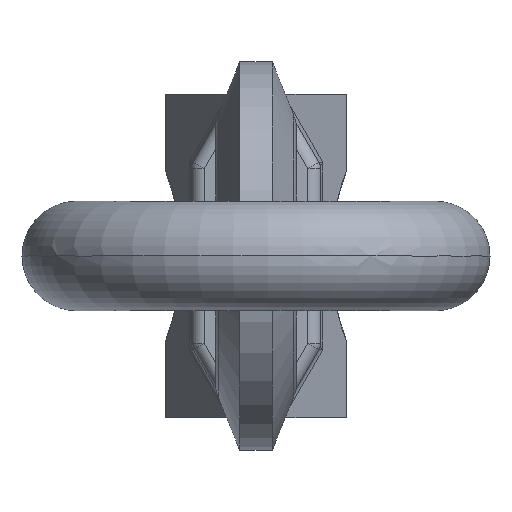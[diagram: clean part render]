
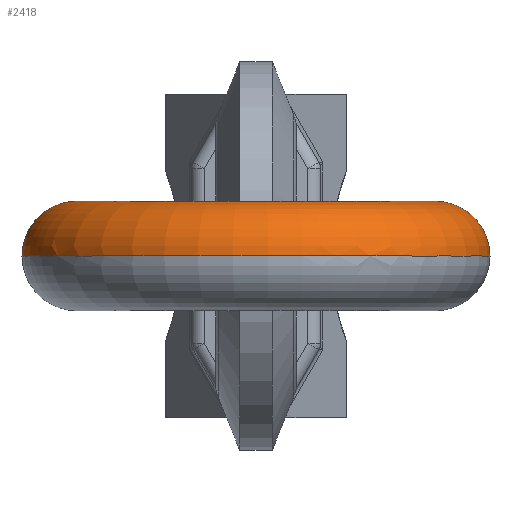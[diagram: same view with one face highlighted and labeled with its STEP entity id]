
A CAD part, left-side view. The second image highlights one B-rep face of the part: STEP entity #2418.
In plain terms, the highlighted toroidal (fillet/blend) face has major radius 36 mm and minor radius 11 mm.
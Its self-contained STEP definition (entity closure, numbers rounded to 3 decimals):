
#14=CARTESIAN_POINT('',(50.,36.,0.));
#15=DIRECTION('',(-1.,0.,0.));
#16=DIRECTION('',(0.,-1.,0.));
#17=AXIS2_PLACEMENT_3D('',#14,#15,#16);
#571=CARTESIAN_POINT('',(50.,-36.,0.));
#572=DIRECTION('',(-1.,0.,0.));
#573=DIRECTION('',(0.,-1.,0.));
#574=AXIS2_PLACEMENT_3D('',#571,#572,#573);
#584=CARTESIAN_POINT('',(50.,25.,0.));
#585=CARTESIAN_POINT('',(48.46,25.,0.));
#586=CARTESIAN_POINT('',(45.38,24.715,
0.));
#587=CARTESIAN_POINT('',(40.917,23.445,
0.));
#588=CARTESIAN_POINT('',(36.764,21.377,
0.));
#589=CARTESIAN_POINT('',(33.061,18.581,
0.));
#590=CARTESIAN_POINT('',(29.936,15.152,
0.));
#591=CARTESIAN_POINT('',(27.493,11.207,
0.));
#592=CARTESIAN_POINT('',(25.817,6.881,
0.));
#593=CARTESIAN_POINT('',(24.965,2.32,
0.));
#594=CARTESIAN_POINT('',(24.965,-2.32,
0.));
#595=CARTESIAN_POINT('',(25.817,-6.881,
0.));
#596=CARTESIAN_POINT('',(27.493,-11.207,
0.));
#597=CARTESIAN_POINT('',(29.936,-15.152,
0.));
#598=CARTESIAN_POINT('',(33.061,-18.581,
0.));
#599=CARTESIAN_POINT('',(36.764,-21.377,
0.));
#600=CARTESIAN_POINT('',(40.917,-23.445,
0.));
#601=CARTESIAN_POINT('',(45.38,-24.715,
0.));
#602=CARTESIAN_POINT('',(48.46,-25.,0.));
#603=CARTESIAN_POINT('',(50.,-25.,0.));
#605=CARTESIAN_POINT('',(50.,-47.,0.));
#606=CARTESIAN_POINT('',(47.539,-47.,0.));
#607=CARTESIAN_POINT('',(42.617,-46.613,
0.));
#608=CARTESIAN_POINT('',(35.416,-44.884,
0.));
#609=CARTESIAN_POINT('',(28.575,-42.05,
0.));
#610=CARTESIAN_POINT('',(22.26,-38.18,
0.));
#611=CARTESIAN_POINT('',(16.629,-33.371,0.));
#612=CARTESIAN_POINT('',(11.82,-27.74,0.));
#613=CARTESIAN_POINT('',(7.95,-21.425,0.));
#614=CARTESIAN_POINT('',(5.116,-14.584,0.));
#615=CARTESIAN_POINT('',(3.387,-7.383,0.));
#616=CARTESIAN_POINT('',(2.806,0.,0.));
#617=CARTESIAN_POINT('',(3.387,7.383,0.));
#618=CARTESIAN_POINT('',(5.116,14.584,0.));
#619=CARTESIAN_POINT('',(7.95,21.425,0.));
#620=CARTESIAN_POINT('',(11.82,27.74,0.));
#621=CARTESIAN_POINT('',(16.629,33.371,0.));
#622=CARTESIAN_POINT('',(22.26,38.18,
0.));
#623=CARTESIAN_POINT('',(28.575,42.05,0.));
#624=CARTESIAN_POINT('',(35.416,44.884,
0.));
#625=CARTESIAN_POINT('',(42.617,46.613,0.));
#626=CARTESIAN_POINT('',(47.539,47.,0.));
#627=CARTESIAN_POINT('',(50.,47.,0.));
#1853=CARTESIAN_POINT('',(50.,-25.,0.));
#1854=VERTEX_POINT('',#1853);
#1855=CARTESIAN_POINT('',(50.,-47.,0.));
#1856=VERTEX_POINT('',#1855);
#1857=VERTEX_POINT('',#584);
#1858=VERTEX_POINT('',#627);
#2405=CARTESIAN_POINT('',(50.,0.,0.));
#2406=DIRECTION('',(0.,0.,1.));
#2407=DIRECTION('',(0.,-1.,0.));
#2408=AXIS2_PLACEMENT_3D('',#2405,#2406,#2407);
#2409=TOROIDAL_SURFACE('',#2408,36.,11.);
#2410=ORIENTED_EDGE('',*,*,#2155,.F.);
#2412=ORIENTED_EDGE('',*,*,#2411,.T.);
#2413=ORIENTED_EDGE('',*,*,#2395,.F.);
#2415=ORIENTED_EDGE('',*,*,#2414,.T.);
#2416=EDGE_LOOP('',(#2410,#2412,#2413,#2415));
#2417=FACE_OUTER_BOUND('',#2416,.F.);
#2418=ADVANCED_FACE('',(#2417),#2409,.T.);
#18=CIRCLE('',#17,11.);
#575=CIRCLE('',#574,11.);
#604=B_SPLINE_CURVE_WITH_KNOTS('',3,(#584,#585,#586,#587,#588,#589,#590,#591,
#592,#593,#594,#595,#596,#597,#598,#599,#600,#601,#602,#603),.UNSPECIFIED.,.F.,
.F.,(4,1,1,1,1,1,1,1,1,1,1,1,1,1,1,1,1,4),(0.,0.059,
0.118,0.176,0.235,0.294,
0.353,0.412,0.471,0.529,
0.588,0.647,0.706,0.765,
0.824,0.882,0.941,1.),.UNSPECIFIED.);
#628=B_SPLINE_CURVE_WITH_KNOTS('',3,(#605,#606,#607,#608,#609,#610,#611,#612,
#613,#614,#615,#616,#617,#618,#619,#620,#621,#622,#623,#624,#625,#626,#627),
.UNSPECIFIED.,.F.,.F.,(4,1,1,1,1,1,1,1,1,1,1,1,1,1,1,1,1,1,1,1,4),(0.,0.05,
0.1,0.15,0.2,0.25,0.3,0.35,0.4,0.45,0.5,0.55,0.6,0.65,
0.7,0.75,0.8,0.85,0.9,0.95,1.),.UNSPECIFIED.);
#2155=EDGE_CURVE('',#1857,#1858,#18,.T.);
#2395=EDGE_CURVE('',#1856,#1854,#575,.T.);
#2411=EDGE_CURVE('',#1857,#1854,#604,.T.);
#2414=EDGE_CURVE('',#1856,#1858,#628,.T.);
